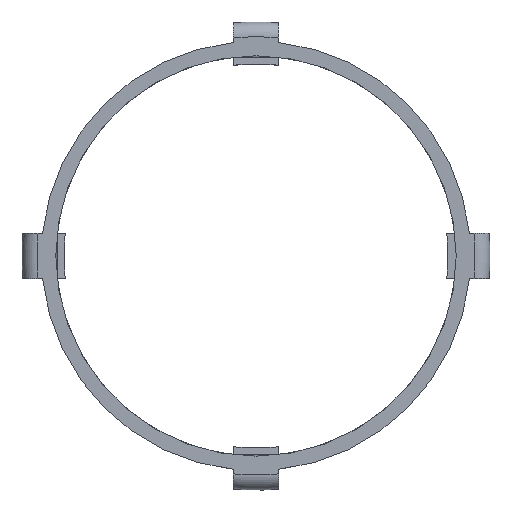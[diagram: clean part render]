
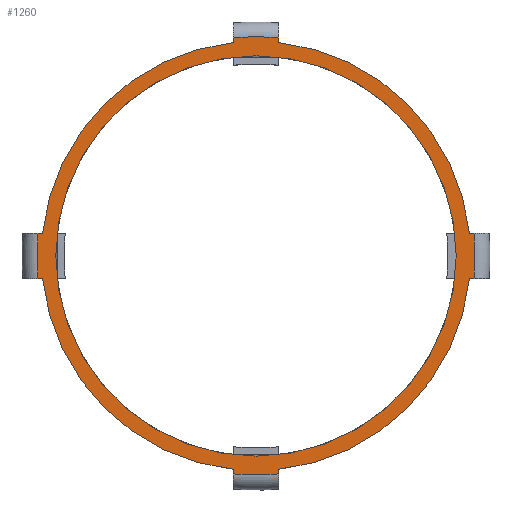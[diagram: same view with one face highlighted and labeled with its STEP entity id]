
A CAD part, top view. The second image highlights one B-rep face of the part: STEP entity #1260.
In plain terms, the highlighted planar face has unit normal (0, 0, 1).
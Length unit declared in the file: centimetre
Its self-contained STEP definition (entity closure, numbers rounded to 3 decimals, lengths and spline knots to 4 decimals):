
#20=FACE_BOUND('',#218,.T.);
#93=PLANE('',#1387);
#155=FACE_OUTER_BOUND('',#217,.T.);
#217=EDGE_LOOP('',(#1161,#1162,#1163,#1164,#1165,#1166,#1167,#1168,#1169,
#1170,#1171,#1172,#1173,#1174,#1175,#1176));
#218=EDGE_LOOP('',(#1177));
#229=LINE('',#1820,#326);
#248=LINE('',#1929,#345);
#251=LINE('',#1990,#348);
#270=LINE('',#2099,#367);
#273=LINE('',#2160,#370);
#292=LINE('',#2269,#389);
#295=LINE('',#2330,#392);
#314=LINE('',#2469,#411);
#326=VECTOR('',#1429,1.);
#345=VECTOR('',#1454,1.);
#348=VECTOR('',#1459,1.);
#367=VECTOR('',#1484,1.);
#370=VECTOR('',#1489,1.);
#389=VECTOR('',#1514,1.);
#392=VECTOR('',#1519,1.);
#411=VECTOR('',#1568,1.);
#413=CIRCLE('',#1265,71.5);
#415=CIRCLE('',#1268,71.5);
#417=CIRCLE('',#1271,71.5);
#419=CIRCLE('',#1274,71.5);
#424=CIRCLE('',#1290,73.);
#427=CIRCLE('',#1294,73.);
#428=CIRCLE('',#1296,73.);
#431=CIRCLE('',#1300,73.);
#474=CIRCLE('',#1386,66.7);
#475=VERTEX_POINT('',#1743);
#476=VERTEX_POINT('',#1744);
#479=VERTEX_POINT('',#1752);
#480=VERTEX_POINT('',#1753);
#483=VERTEX_POINT('',#1761);
#484=VERTEX_POINT('',#1762);
#487=VERTEX_POINT('',#1770);
#488=VERTEX_POINT('',#1771);
#495=VERTEX_POINT('',#1801);
#518=VERTEX_POINT('',#1928);
#523=VERTEX_POINT('',#1971);
#546=VERTEX_POINT('',#2098);
#551=VERTEX_POINT('',#2141);
#574=VERTEX_POINT('',#2268);
#579=VERTEX_POINT('',#2311);
#590=VERTEX_POINT('',#2384);
#604=VERTEX_POINT('',#2553);
#605=EDGE_CURVE('',#475,#476,#413,.T.);
#609=EDGE_CURVE('',#479,#480,#415,.T.);
#613=EDGE_CURVE('',#483,#484,#417,.T.);
#617=EDGE_CURVE('',#487,#488,#419,.T.);
#625=EDGE_CURVE('',#476,#495,#229,.T.);
#650=EDGE_CURVE('',#518,#475,#248,.T.);
#656=EDGE_CURVE('',#480,#523,#251,.T.);
#681=EDGE_CURVE('',#546,#479,#270,.T.);
#687=EDGE_CURVE('',#484,#551,#273,.T.);
#712=EDGE_CURVE('',#574,#483,#292,.T.);
#718=EDGE_CURVE('',#488,#579,#295,.T.);
#729=EDGE_CURVE('',#546,#579,#424,.T.);
#732=EDGE_CURVE('',#574,#523,#427,.T.);
#733=EDGE_CURVE('',#518,#551,#428,.T.);
#737=EDGE_CURVE('',#590,#495,#431,.T.);
#752=EDGE_CURVE('',#590,#487,#314,.T.);
#795=EDGE_CURVE('',#604,#604,#474,.T.);
#1161=ORIENTED_EDGE('',*,*,#625,.T.);
#1162=ORIENTED_EDGE('',*,*,#737,.F.);
#1163=ORIENTED_EDGE('',*,*,#752,.T.);
#1164=ORIENTED_EDGE('',*,*,#617,.T.);
#1165=ORIENTED_EDGE('',*,*,#718,.T.);
#1166=ORIENTED_EDGE('',*,*,#729,.F.);
#1167=ORIENTED_EDGE('',*,*,#681,.T.);
#1168=ORIENTED_EDGE('',*,*,#609,.T.);
#1169=ORIENTED_EDGE('',*,*,#656,.T.);
#1170=ORIENTED_EDGE('',*,*,#732,.F.);
#1171=ORIENTED_EDGE('',*,*,#712,.T.);
#1172=ORIENTED_EDGE('',*,*,#613,.T.);
#1173=ORIENTED_EDGE('',*,*,#687,.T.);
#1174=ORIENTED_EDGE('',*,*,#733,.F.);
#1175=ORIENTED_EDGE('',*,*,#650,.T.);
#1176=ORIENTED_EDGE('',*,*,#605,.T.);
#1177=ORIENTED_EDGE('',*,*,#795,.T.);
#1260=ADVANCED_FACE('',(#155,#20),#93,.T.);
#1265=AXIS2_PLACEMENT_3D('',#1745,#1395,#1396);
#1268=AXIS2_PLACEMENT_3D('',#1754,#1403,#1404);
#1271=AXIS2_PLACEMENT_3D('',#1763,#1411,#1412);
#1274=AXIS2_PLACEMENT_3D('',#1772,#1419,#1420);
#1290=AXIS2_PLACEMENT_3D('',#2373,#1530,#1531);
#1294=AXIS2_PLACEMENT_3D('',#2377,#1538,#1539);
#1296=AXIS2_PLACEMENT_3D('',#2379,#1542,#1543);
#1300=AXIS2_PLACEMENT_3D('',#2403,#1550,#1551);
#1386=AXIS2_PLACEMENT_3D('',#2555,#1734,#1735);
#1387=AXIS2_PLACEMENT_3D('',#2556,#1736,#1737);
#1395=DIRECTION('center_axis',(0.,0.,1.));
#1396=DIRECTION('ref_axis',(-0.105,0.994,0.));
#1403=DIRECTION('center_axis',(0.,0.,1.));
#1404=DIRECTION('ref_axis',(0.105,-0.994,0.));
#1411=DIRECTION('center_axis',(0.,0.,1.));
#1412=DIRECTION('ref_axis',(0.994,0.105,0.));
#1419=DIRECTION('center_axis',(0.,0.,1.));
#1420=DIRECTION('ref_axis',(-0.994,-0.105,0.));
#1429=DIRECTION('',(-1.,0.,0.));
#1454=DIRECTION('',(0.,-1.,0.));
#1459=DIRECTION('',(1.,0.,0.));
#1484=DIRECTION('',(0.,1.,0.));
#1489=DIRECTION('',(0.,1.,0.));
#1514=DIRECTION('',(-1.,0.,0.));
#1519=DIRECTION('',(0.,-1.,0.));
#1530=DIRECTION('center_axis',(0.,0.,-1.));
#1531=DIRECTION('ref_axis',(1.,0.,0.));
#1538=DIRECTION('center_axis',(0.,0.,-1.));
#1539=DIRECTION('ref_axis',(1.,0.,0.));
#1542=DIRECTION('center_axis',(0.,0.,-1.));
#1543=DIRECTION('ref_axis',(1.,0.,0.));
#1550=DIRECTION('center_axis',(0.,0.,-1.));
#1551=DIRECTION('ref_axis',(1.,0.,0.));
#1568=DIRECTION('',(1.,0.,0.));
#1734=DIRECTION('center_axis',(0.,0.,-1.));
#1735=DIRECTION('ref_axis',(1.,0.,0.));
#1736=DIRECTION('center_axis',(0.,0.,1.));
#1737=DIRECTION('ref_axis',(0.,-1.,0.));
#1743=CARTESIAN_POINT('',(-84.2632,158.8195,14.5));
#1744=CARTESIAN_POINT('',(-147.8688,95.2139,14.5));
#1745=CARTESIAN_POINT('Origin',(-76.7632,87.7139,14.5));
#1752=CARTESIAN_POINT('',(-69.2632,16.6084,14.5));
#1753=CARTESIAN_POINT('',(-5.6577,80.2139,14.5));
#1754=CARTESIAN_POINT('Origin',(-76.7632,87.7139,14.5));
#1761=CARTESIAN_POINT('',(-5.6577,95.2139,14.5));
#1762=CARTESIAN_POINT('',(-69.2632,158.8195,14.5));
#1763=CARTESIAN_POINT('Origin',(-76.7632,87.7139,14.5));
#1770=CARTESIAN_POINT('',(-147.8688,80.2139,14.5));
#1771=CARTESIAN_POINT('',(-84.2632,16.6084,14.5));
#1772=CARTESIAN_POINT('Origin',(-76.7632,87.7139,14.5));
#1801=CARTESIAN_POINT('',(-149.3769,95.2139,14.5));
#1820=CARTESIAN_POINT('',(-158.1067,95.2139,14.5));
#1928=CARTESIAN_POINT('',(-84.2632,160.3276,14.5));
#1929=CARTESIAN_POINT('',(-84.2632,123.2667,14.5));
#1971=CARTESIAN_POINT('',(-4.1495,80.2139,14.5));
#1990=CARTESIAN_POINT('',(-68.4197,80.2139,14.5));
#2098=CARTESIAN_POINT('',(-69.2632,15.1002,14.5));
#2099=CARTESIAN_POINT('',(-69.2632,52.1611,14.5));
#2141=CARTESIAN_POINT('',(-69.2632,160.3276,14.5));
#2160=CARTESIAN_POINT('',(-69.2632,132.5574,14.5));
#2268=CARTESIAN_POINT('',(-4.1495,95.2139,14.5));
#2269=CARTESIAN_POINT('',(-77.7104,95.2139,14.5));
#2311=CARTESIAN_POINT('',(-84.2632,15.1002,14.5));
#2330=CARTESIAN_POINT('',(-84.2632,42.8704,14.5));
#2373=CARTESIAN_POINT('Origin',(-76.7632,87.7139,14.5));
#2377=CARTESIAN_POINT('Origin',(-76.7632,87.7139,14.5));
#2379=CARTESIAN_POINT('Origin',(-76.7632,87.7139,14.5));
#2384=CARTESIAN_POINT('',(-149.3769,80.2139,14.5));
#2403=CARTESIAN_POINT('Origin',(-76.7632,87.7139,14.5));
#2469=CARTESIAN_POINT('',(-148.816,80.2139,14.5));
#2553=CARTESIAN_POINT('',(-10.0632,87.7139,14.5));
#2555=CARTESIAN_POINT('Origin',(-76.7632,87.7139,14.5));
#2556=CARTESIAN_POINT('Origin',(-149.7632,87.7139,14.5));
